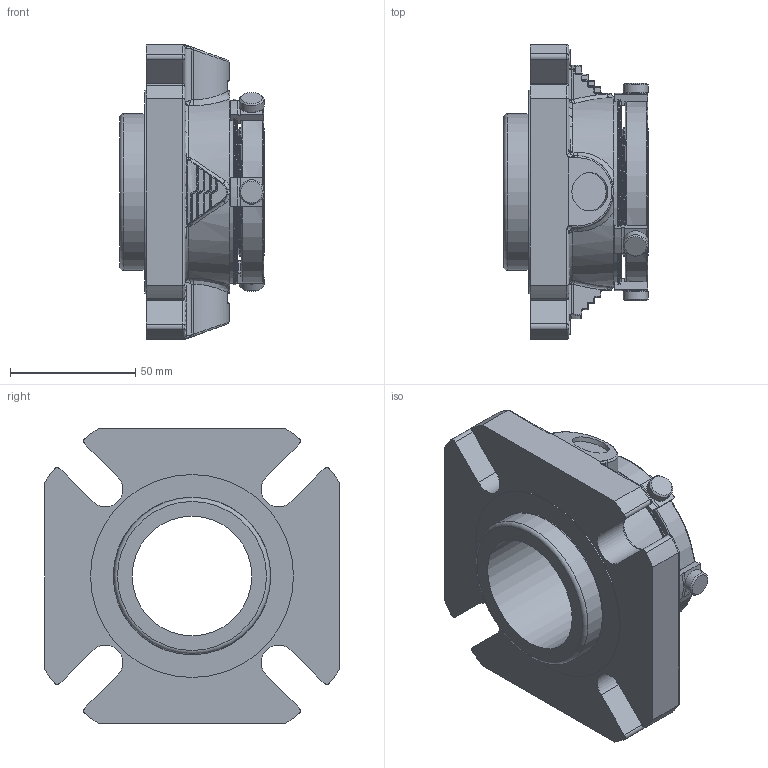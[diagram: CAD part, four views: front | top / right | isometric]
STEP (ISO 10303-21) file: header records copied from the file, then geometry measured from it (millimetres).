
FILE_DESCRIPTION(/* description */ ('Unknown'),/* implementation_level */ '2;1');
FILE_NAME(/* name */ '1.875 SMSS SEAL ARRANGEMENT',/* time_stamp */ '2023-04-17T13:22:04+01:00',/* author */ ('Unknown'),/* organization */ ('Unknown'),/* preprocessor_version */ 'ST-DEVELOPER v18.102',/* originating_system */ 'Solid Edge',/* authorisation */ 'Unknown');
FILE_SCHEMA (('AUTOMOTIVE_DESIGN {1 0 10303 214 3 1 1}'));
Length unit declared in the file: millimetre
Products named in the file (1): 1.875
Bounding box: 57.58 x 117.45 x 117.45 mm (x, y, z)
Volume: 265382.3 mm3; surface area: 54627.7 mm2
Topology: 1 solids, 1 shells, 865 faces, 2291 edges, 1438 vertices
Faces by surface type: plane 289, cylinder 265, bspline 203, torus 68, cone 24, sphere 16
Full cylindrical faces by diameter (mm): 4.837 x2, 5.994 x4, 9.88 x4, 15.25 x2, 47.625 x1, 49.963 x1, 50.724 x1, 51.231 x1, 62.396 x1, 72.444 x1, 72.517 x2, 74.041 x1, 80.919 x1
Entity records: 36095 total; most frequent: CARTESIAN_POINT 10027, ORIENTED_EDGE 4432, DIRECTION 3724, EDGE_CURVE 2216, VERTEX_POINT 1425, AXIS2_PLACEMENT_3D 1335, LINE 1054, VECTOR 1054
